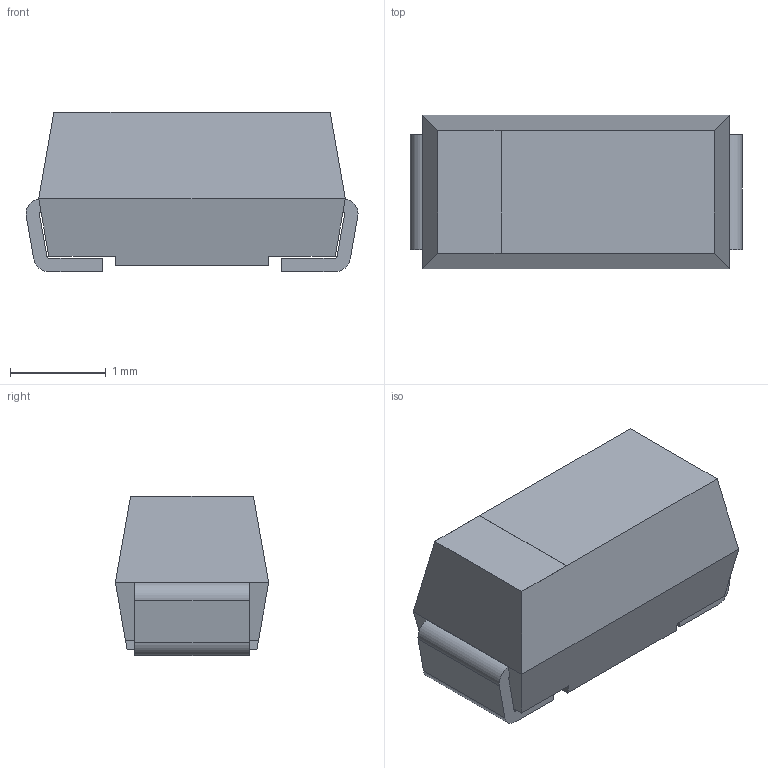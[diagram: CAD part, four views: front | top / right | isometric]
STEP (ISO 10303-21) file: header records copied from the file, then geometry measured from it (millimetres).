
FILE_DESCRIPTION (( 'STEP AP203' ), '1' );
FILE_NAME ('User Library-CaseA.STEP', '2016-09-15T13:44:15', ( 'Windows User' ), ( '' ), 'SwSTEP 2.0', 'SolidWorks 2016', '' );
FILE_SCHEMA (( 'CONFIG_CONTROL_DESIGN' ));
Length unit declared in the file: millimetre
Products named in the file (1): User Library-CaseA
Bounding box: 3.46 x 1.6 x 1.66 mm (x, y, z)
Volume: 7.4 mm3; surface area: 29.7 mm2
Topology: 3 solids, 3 shells, 43 faces, 103 edges, 66 vertices
Faces by surface type: plane 35, cylinder 8
Entity records: 1302 total; most frequent: CARTESIAN_POINT 213, DIRECTION 207, ORIENTED_EDGE 206, EDGE_CURVE 103, VECTOR 87, LINE 87, VERTEX_POINT 66, AXIS2_PLACEMENT_3D 60
